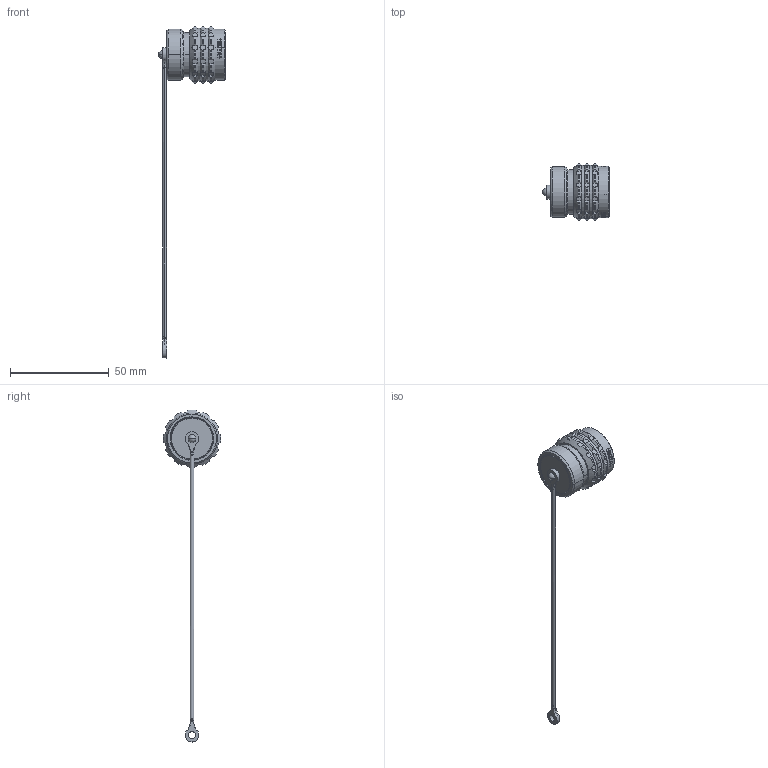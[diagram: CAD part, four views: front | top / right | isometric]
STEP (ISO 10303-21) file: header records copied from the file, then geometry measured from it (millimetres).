
FILE_DESCRIPTION((''),'2;1');
FILE_NAME('13303BE_SW0001','2018-02-15T14:41:33',('cgregory'),('NET AG system integration'),'CREO PARAMETRIC BY PTC INC, 2017260','CREO PARAMETRIC BY PTC INC, 2017260','');
FILE_SCHEMA(('AUTOMOTIVE_DESIGN { 1 0 10303 214 1 1 1 1 }'));
Length unit declared in the file: millimetre
Products named in the file (1): 13303BE_SW0001
Bounding box: 33.8 x 28.97 x 167.98 mm (x, y, z)
Volume: 9879.3 mm3; surface area: 11182 mm2
Topology: 3 solids, 3 shells, 573 faces, 1540 edges, 992 vertices
Faces by surface type: plane 292, cylinder 169, torus 49, cone 45, bspline 14, sphere 4
Entity records: 30719 total; most frequent: CARTESIAN_POINT 12779, ORIENTED_EDGE 3068, DIRECTION 2754, EDGE_CURVE 1534, AXIS2_PLACEMENT_3D 1099, VERTEX_POINT 992, EDGE_LOOP 612, FACE_OUTER_BOUND 573
